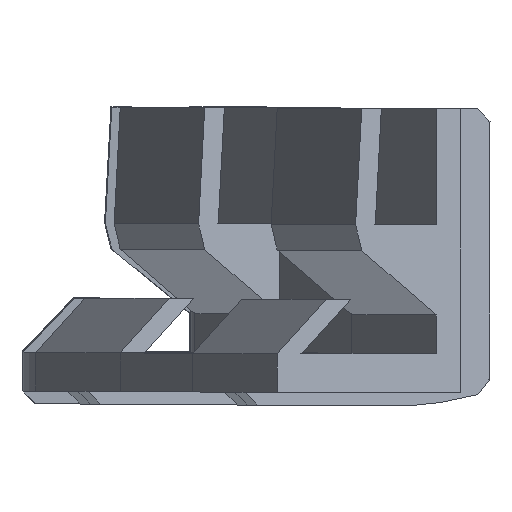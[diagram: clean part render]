
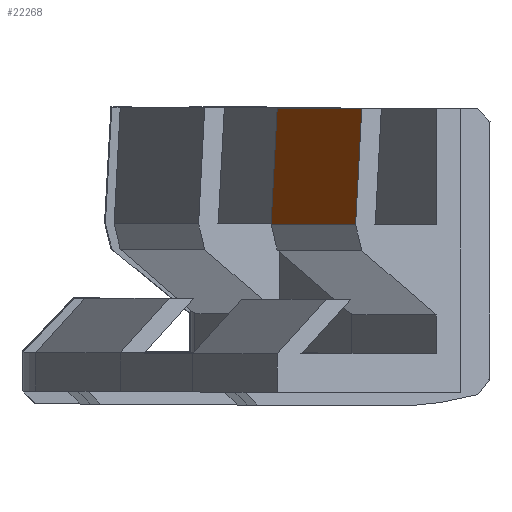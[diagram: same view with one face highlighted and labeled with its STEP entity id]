
A CAD part, left-side view. The second image highlights one B-rep face of the part: STEP entity #22268.
In plain terms, the highlighted face is planar.
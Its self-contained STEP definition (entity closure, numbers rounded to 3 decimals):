
#20373 = PLANE('',#20374);
#20374 = AXIS2_PLACEMENT_3D('',#20375,#20376,#20377);
#20375 = CARTESIAN_POINT('',(-10.5,5.766,9.503));
#20376 = DIRECTION('',(-1.,0.,0.));
#20377 = DIRECTION('',(0.,0.,1.));
#20807 = PLANE('',#20808);
#20808 = AXIS2_PLACEMENT_3D('',#20809,#20810,#20811);
#20809 = CARTESIAN_POINT('',(10.5,5.766,9.503));
#20810 = DIRECTION('',(-1.,0.,0.));
#20811 = DIRECTION('',(0.,0.,1.));
#21067 = VERTEX_POINT('',#21068);
#21068 = CARTESIAN_POINT('',(-10.5,8.1,22.));
#21082 = PLANE('',#21083);
#21083 = AXIS2_PLACEMENT_3D('',#21084,#21085,#21086);
#21084 = CARTESIAN_POINT('',(0.,6.5,22.));
#21085 = DIRECTION('',(0.,0.,-1.));
#21086 = DIRECTION('',(0.,1.,0.));
#21094 = EDGE_CURVE('',#21067,#21095,#21097,.T.);
#21095 = VERTEX_POINT('',#21096);
#21096 = CARTESIAN_POINT('',(-10.5,8.6,13.));
#21097 = SURFACE_CURVE('',#21098,(#21102,#21109),.PCURVE_S1.);
#21098 = LINE('',#21099,#21100);
#21099 = CARTESIAN_POINT('',(-10.5,8.1,22.));
#21100 = VECTOR('',#21101,1.);
#21101 = DIRECTION('',(0.,0.055,-0.998));
#21102 = PCURVE('',#20373,#21103);
#21103 = DEFINITIONAL_REPRESENTATION('',(#21104),#21108);
#21104 = LINE('',#21105,#21106);
#21105 = CARTESIAN_POINT('',(12.497,2.334));
#21106 = VECTOR('',#21107,1.);
#21107 = DIRECTION('',(-0.998,0.055));
#21108 = ( GEOMETRIC_REPRESENTATION_CONTEXT(2) 
PARAMETRIC_REPRESENTATION_CONTEXT() REPRESENTATION_CONTEXT('2D SPACE',''
  ) );
#21109 = PCURVE('',#21110,#21115);
#21110 = PLANE('',#21111);
#21111 = AXIS2_PLACEMENT_3D('',#21112,#21113,#21114);
#21112 = CARTESIAN_POINT('',(0.,8.1,22.));
#21113 = DIRECTION('',(-0.,-0.998,-0.055));
#21114 = DIRECTION('',(0.,0.055,-0.998));
#21115 = DEFINITIONAL_REPRESENTATION('',(#21116),#21120);
#21116 = LINE('',#21117,#21118);
#21117 = CARTESIAN_POINT('',(0.,-10.5));
#21118 = VECTOR('',#21119,1.);
#21119 = DIRECTION('',(1.,0.));
#21120 = ( GEOMETRIC_REPRESENTATION_CONTEXT(2) 
PARAMETRIC_REPRESENTATION_CONTEXT() REPRESENTATION_CONTEXT('2D SPACE',''
  ) );
#21138 = PLANE('',#21139);
#21139 = AXIS2_PLACEMENT_3D('',#21140,#21141,#21142);
#21140 = CARTESIAN_POINT('',(0.,8.6,13.));
#21141 = DIRECTION('',(0.,-0.97,0.243));
#21142 = DIRECTION('',(-0.,-0.243,-0.97));
#21913 = VERTEX_POINT('',#21914);
#21914 = CARTESIAN_POINT('',(10.5,8.1,22.));
#21935 = EDGE_CURVE('',#21913,#21936,#21938,.T.);
#21936 = VERTEX_POINT('',#21937);
#21937 = CARTESIAN_POINT('',(10.5,8.6,13.));
#21938 = SURFACE_CURVE('',#21939,(#21943,#21950),.PCURVE_S1.);
#21939 = LINE('',#21940,#21941);
#21940 = CARTESIAN_POINT('',(10.5,8.1,22.));
#21941 = VECTOR('',#21942,1.);
#21942 = DIRECTION('',(0.,0.055,-0.998));
#21943 = PCURVE('',#20807,#21944);
#21944 = DEFINITIONAL_REPRESENTATION('',(#21945),#21949);
#21945 = LINE('',#21946,#21947);
#21946 = CARTESIAN_POINT('',(12.497,2.334));
#21947 = VECTOR('',#21948,1.);
#21948 = DIRECTION('',(-0.998,0.055));
#21949 = ( GEOMETRIC_REPRESENTATION_CONTEXT(2) 
PARAMETRIC_REPRESENTATION_CONTEXT() REPRESENTATION_CONTEXT('2D SPACE',''
  ) );
#21950 = PCURVE('',#21110,#21951);
#21951 = DEFINITIONAL_REPRESENTATION('',(#21952),#21956);
#21952 = LINE('',#21953,#21954);
#21953 = CARTESIAN_POINT('',(0.,10.5));
#21954 = VECTOR('',#21955,1.);
#21955 = DIRECTION('',(1.,0.));
#21956 = ( GEOMETRIC_REPRESENTATION_CONTEXT(2) 
PARAMETRIC_REPRESENTATION_CONTEXT() REPRESENTATION_CONTEXT('2D SPACE',''
  ) );
#22246 = EDGE_CURVE('',#21913,#21067,#22247,.T.);
#22247 = SURFACE_CURVE('',#22248,(#22252,#22259),.PCURVE_S1.);
#22248 = LINE('',#22249,#22250);
#22249 = CARTESIAN_POINT('',(10.5,8.1,22.));
#22250 = VECTOR('',#22251,1.);
#22251 = DIRECTION('',(-1.,0.,0.));
#22252 = PCURVE('',#21082,#22253);
#22253 = DEFINITIONAL_REPRESENTATION('',(#22254),#22258);
#22254 = LINE('',#22255,#22256);
#22255 = CARTESIAN_POINT('',(1.6,10.5));
#22256 = VECTOR('',#22257,1.);
#22257 = DIRECTION('',(0.,-1.));
#22258 = ( GEOMETRIC_REPRESENTATION_CONTEXT(2) 
PARAMETRIC_REPRESENTATION_CONTEXT() REPRESENTATION_CONTEXT('2D SPACE',''
  ) );
#22259 = PCURVE('',#21110,#22260);
#22260 = DEFINITIONAL_REPRESENTATION('',(#22261),#22265);
#22261 = LINE('',#22262,#22263);
#22262 = CARTESIAN_POINT('',(0.,10.5));
#22263 = VECTOR('',#22264,1.);
#22264 = DIRECTION('',(0.,-1.));
#22265 = ( GEOMETRIC_REPRESENTATION_CONTEXT(2) 
PARAMETRIC_REPRESENTATION_CONTEXT() REPRESENTATION_CONTEXT('2D SPACE',''
  ) );
#22268 = ADVANCED_FACE('',(#22269),#21110,.F.);
#22269 = FACE_BOUND('',#22270,.F.);
#22270 = EDGE_LOOP('',(#22271,#22272,#22293,#22294));
#22271 = ORIENTED_EDGE('',*,*,#21094,.T.);
#22272 = ORIENTED_EDGE('',*,*,#22273,.F.);
#22273 = EDGE_CURVE('',#21936,#21095,#22274,.T.);
#22274 = SURFACE_CURVE('',#22275,(#22279,#22286),.PCURVE_S1.);
#22275 = LINE('',#22276,#22277);
#22276 = CARTESIAN_POINT('',(10.5,8.6,13.));
#22277 = VECTOR('',#22278,1.);
#22278 = DIRECTION('',(-1.,0.,0.));
#22279 = PCURVE('',#21110,#22280);
#22280 = DEFINITIONAL_REPRESENTATION('',(#22281),#22285);
#22281 = LINE('',#22282,#22283);
#22282 = CARTESIAN_POINT('',(9.014,10.5));
#22283 = VECTOR('',#22284,1.);
#22284 = DIRECTION('',(0.,-1.));
#22285 = ( GEOMETRIC_REPRESENTATION_CONTEXT(2) 
PARAMETRIC_REPRESENTATION_CONTEXT() REPRESENTATION_CONTEXT('2D SPACE',''
  ) );
#22286 = PCURVE('',#21138,#22287);
#22287 = DEFINITIONAL_REPRESENTATION('',(#22288),#22292);
#22288 = LINE('',#22289,#22290);
#22289 = CARTESIAN_POINT('',(-0.,10.5));
#22290 = VECTOR('',#22291,1.);
#22291 = DIRECTION('',(0.,-1.));
#22292 = ( GEOMETRIC_REPRESENTATION_CONTEXT(2) 
PARAMETRIC_REPRESENTATION_CONTEXT() REPRESENTATION_CONTEXT('2D SPACE',''
  ) );
#22293 = ORIENTED_EDGE('',*,*,#21935,.F.);
#22294 = ORIENTED_EDGE('',*,*,#22246,.T.);
